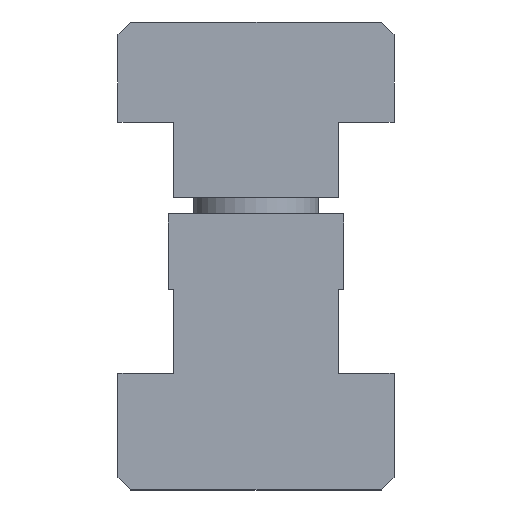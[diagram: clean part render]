
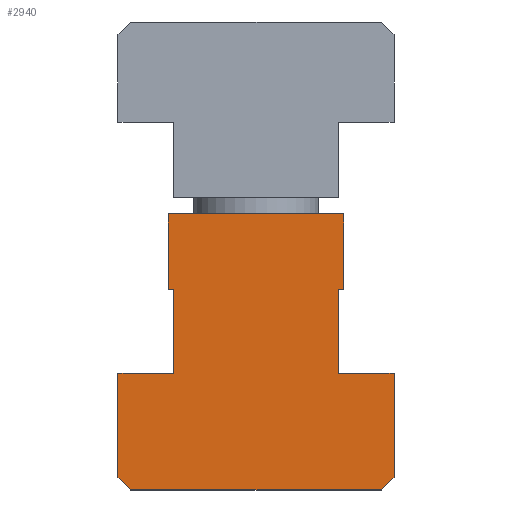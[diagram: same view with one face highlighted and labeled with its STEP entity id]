
A CAD part, front view. The second image highlights one B-rep face of the part: STEP entity #2940.
In plain terms, the highlighted planar face has unit normal (0, -1, 0).
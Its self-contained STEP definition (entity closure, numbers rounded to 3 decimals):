
#1598=VERTEX_POINT('',#4751);
#1622=VERTEX_POINT('',#4776);
#1624=EDGE_CURVE('',#2320,#4368,#4778,.T.);
#1746=VERTEX_POINT('',#4911);
#1770=EDGE_CURVE('',#4092,#4128,#4935,.T.);
#2050=EDGE_CURVE('',#1746,#3676,#5240,.T.);
#2086=VERTEX_POINT('',#5283);
#2136=VERTEX_POINT('',#5337);
#2208=VERTEX_POINT('',#5421);
#2318=EDGE_CURVE('',#2744,#2902,#5544,.T.);
#2320=VERTEX_POINT('',#5546);
#2664=EDGE_CURVE('',#1598,#2086,#5935,.T.);
#2714=EDGE_CURVE('',#4128,#2320,#5987,.T.);
#2744=VERTEX_POINT('',#6021);
#2746=EDGE_CURVE('',#2208,#1622,#6023,.T.);
#2844=EDGE_CURVE('',#1622,#3988,#6135,.T.);
#2902=VERTEX_POINT('',#6196);
#2940=ADVANCED_FACE('',(#6242),#6243,.T.);
#2952=EDGE_CURVE('',#4368,#2744,#6255,.T.);
#3660=EDGE_CURVE('',#2086,#2208,#7040,.T.);
#3676=VERTEX_POINT('',#7058);
#3870=EDGE_CURVE('',#2902,#1746,#7274,.T.);
#3988=VERTEX_POINT('',#7405);
#4092=VERTEX_POINT('',#7517);
#4128=VERTEX_POINT('',#7555);
#4368=VERTEX_POINT('',#7832);
#4534=EDGE_CURVE('',#2136,#4092,#8015,.T.);
#4540=EDGE_CURVE('',#3988,#2136,#8022,.T.);
#4626=EDGE_CURVE('',#3676,#1598,#8119,.T.);
#4751=CARTESIAN_POINT('',(-11.0,-34.5,0.0));
#4776=CARTESIAN_POINT('',(-7.,-34.5,6.7));
#4778=LINE('',#8289,#8290);
#4911=CARTESIAN_POINT('',(-10.0,-34.5,-9.3));
#4935=LINE('',#8513,#8514);
#5240=LINE('',#8918,#8919);
#5283=CARTESIAN_POINT('',(-6.6,-34.5,0.0));
#5337=CARTESIAN_POINT('',(7.,-34.5,12.7));
#5421=CARTESIAN_POINT('',(-6.6,-34.5,6.7));
#5544=LINE('',#9326,#9327);
#5546=CARTESIAN_POINT('',(6.6,-34.5,0.0));
#5935=LINE('',#9834,#9835);
#5987=LINE('',#9916,#9917);
#6021=CARTESIAN_POINT('',(11.,-34.5,-8.3));
#6023=LINE('',#9962,#9963);
#6135=LINE('',#10117,#10118);
#6196=CARTESIAN_POINT('',(10.,-34.5,-9.3));
#6242=FACE_OUTER_BOUND('',#10253,.T.);
#6243=PLANE('',#10254);
#6255=LINE('',#10281,#10282);
#7040=LINE('',#11304,#11305);
#7058=CARTESIAN_POINT('',(-11.0,-34.5,-8.3));
#7274=LINE('',#11632,#11633);
#7405=CARTESIAN_POINT('',(-7.,-34.5,12.7));
#7517=CARTESIAN_POINT('',(7.,-34.5,6.7));
#7555=CARTESIAN_POINT('',(6.6,-34.5,6.7));
#7832=CARTESIAN_POINT('',(11.,-34.5,0.0));
#8015=LINE('',#12607,#12608);
#8022=LINE('',#12616,#12617);
#8119=LINE('',#12740,#12741);
#8289=CARTESIAN_POINT('',(11.,-34.5,0.0));
#8290=VECTOR('',#12938,1.0);
#8513=CARTESIAN_POINT('',(6.6,-34.5,6.7));
#8514=VECTOR('',#13123,1.0);
#8918=CARTESIAN_POINT('',(-11.0,-34.5,-8.3));
#8919=VECTOR('',#13514,1.0);
#9326=CARTESIAN_POINT('',(10.,-34.5,-9.3));
#9327=VECTOR('',#13944,1.0);
#9834=CARTESIAN_POINT('',(-6.6,-34.5,0.0));
#9835=VECTOR('',#14497,1.0);
#9916=CARTESIAN_POINT('',(6.6,-34.5,0.0));
#9917=VECTOR('',#14550,1.0);
#9962=CARTESIAN_POINT('',(-7.,-34.5,6.7));
#9963=VECTOR('',#14599,1.0);
#10117=CARTESIAN_POINT('',(-7.,-34.5,12.7));
#10118=VECTOR('',#14743,1.0);
#10253=EDGE_LOOP('',(#14876,#14877,#14878,#14879,#14880,#14881,#14882,#14883,#14884,#14885,#14886,#14887,#14888,#14889));
#10254=AXIS2_PLACEMENT_3D('',#14890,#14891,#14892);
#10281=CARTESIAN_POINT('',(11.,-34.5,-8.3));
#10282=VECTOR('',#14900,1.0);
#11304=CARTESIAN_POINT('',(-6.6,-34.5,6.7));
#11305=VECTOR('',#15908,1.0);
#11632=CARTESIAN_POINT('',(-10.0,-34.5,-9.3));
#11633=VECTOR('',#16206,1.0);
#12607=CARTESIAN_POINT('',(7.,-34.5,6.7));
#12608=VECTOR('',#17217,1.0);
#12616=CARTESIAN_POINT('',(7.,-34.5,12.7));
#12617=VECTOR('',#17226,1.0);
#12740=CARTESIAN_POINT('',(-11.0,-34.5,0.0));
#12741=VECTOR('',#17380,1.0);
#12938=DIRECTION('',(1.0,0.,0.0));
#13123=DIRECTION('',(-1.0,0.,0.0));
#13514=DIRECTION('',(-0.707,0.,0.707));
#13944=DIRECTION('',(-0.707,0.,-0.707));
#14497=DIRECTION('',(1.0,0.,0.0));
#14550=DIRECTION('',(0.,0.,-1.0));
#14599=DIRECTION('',(-1.0,0.,0.0));
#14743=DIRECTION('',(0.,0.,1.0));
#14876=ORIENTED_EDGE('',*,*,#2318,.F.);
#14877=ORIENTED_EDGE('',*,*,#2952,.F.);
#14878=ORIENTED_EDGE('',*,*,#1624,.F.);
#14879=ORIENTED_EDGE('',*,*,#2714,.F.);
#14880=ORIENTED_EDGE('',*,*,#1770,.F.);
#14881=ORIENTED_EDGE('',*,*,#4534,.F.);
#14882=ORIENTED_EDGE('',*,*,#4540,.F.);
#14883=ORIENTED_EDGE('',*,*,#2844,.F.);
#14884=ORIENTED_EDGE('',*,*,#2746,.F.);
#14885=ORIENTED_EDGE('',*,*,#3660,.F.);
#14886=ORIENTED_EDGE('',*,*,#2664,.F.);
#14887=ORIENTED_EDGE('',*,*,#4626,.F.);
#14888=ORIENTED_EDGE('',*,*,#2050,.F.);
#14889=ORIENTED_EDGE('',*,*,#3870,.F.);
#14890=CARTESIAN_POINT('',(0.,-34.5,0.731));
#14891=DIRECTION('',(0.,-1.0,0.));
#14892=DIRECTION('',(1.0,0.,0.0));
#14900=DIRECTION('',(0.,0.,-1.0));
#15908=DIRECTION('',(0.,0.,1.0));
#16206=DIRECTION('',(-1.0,0.,0.0));
#17217=DIRECTION('',(0.,0.,-1.0));
#17226=DIRECTION('',(1.0,0.,0.0));
#17380=DIRECTION('',(0.,0.,1.0));
